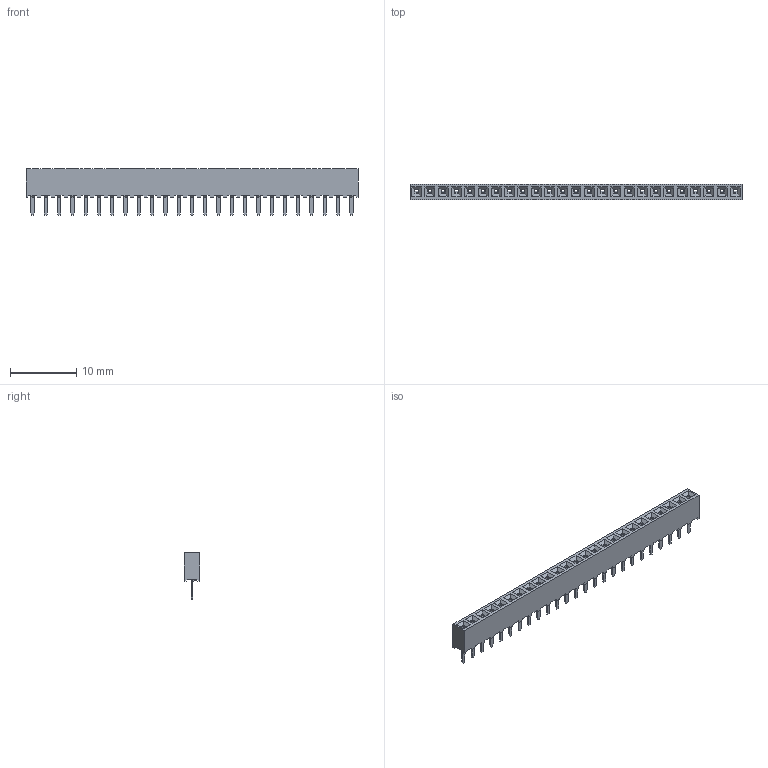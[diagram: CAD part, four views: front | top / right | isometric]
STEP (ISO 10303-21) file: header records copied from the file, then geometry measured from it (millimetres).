
FILE_DESCRIPTION(('STEP AP214'), '1');
FILE_NAME('PBS2', '', ('UNSPECIFIED'), ('UNSPECIFIED'), 'ASCON STEP Converter 1.6', 'ASCON Math Kernel', '');
FILE_SCHEMA(('AUTOMOTIVE_DESIGN { 1 0 10303 214 3 1 1}'));
Length unit declared in the file: millimetre
Bounding box: 50 x 2.4 x 7 mm (x, y, z)
Volume: 334.2 mm3; surface area: 1909.1 mm2
Topology: 26 solids, 26 shells, 2085 faces, 5299 edges, 3266 vertices
Faces by surface type: plane 1710, cylinder 375
Entity records: 78533 total; most frequent: CARTESIAN_POINT 10851, ORIENTED_EDGE 10598, DIRECTION 10221, EDGE_CURVE 5299, LINE 4549, VECTOR 4549, VERTEX_POINT 3466, AXIS2_PLACEMENT_3D 2836
